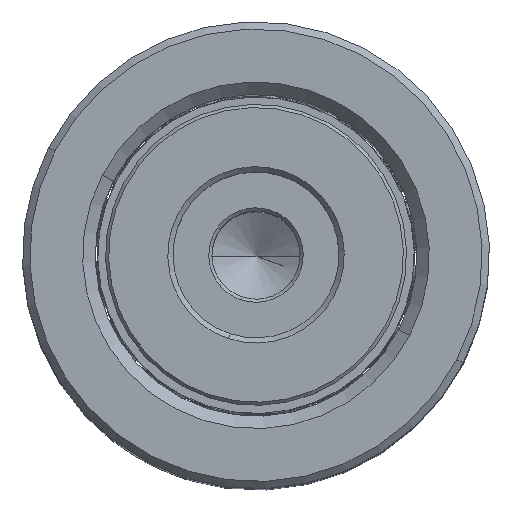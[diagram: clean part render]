
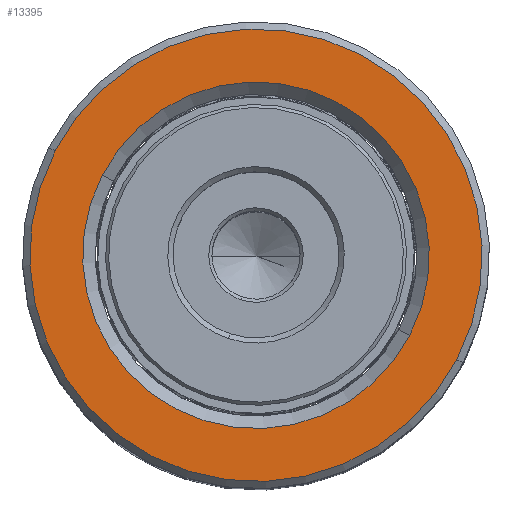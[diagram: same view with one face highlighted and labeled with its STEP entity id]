
A CAD part, top view. The second image highlights one B-rep face of the part: STEP entity #13395.
In plain terms, the highlighted planar face has unit normal (0, 0, 1).
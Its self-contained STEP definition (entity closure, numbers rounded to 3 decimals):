
#108 = CARTESIAN_POINT ( 'NONE',  ( 0., 0., 80. ) ) ;
#261 = EDGE_LOOP ( 'NONE', ( #19003, #19420 ) ) ;
#1721 = FACE_BOUND ( 'NONE', #261, .T. ) ;
#2396 = DIRECTION ( 'NONE',  ( 0., 0., 1. ) ) ;
#4811 = CIRCLE ( 'NONE', #35593, 21.8 ) ;
#5188 = PLANE ( 'NONE',  #34344 ) ;
#5657 = EDGE_CURVE ( 'NONE', #28863, #37667, #7657, .T. ) ;
#5670 = CARTESIAN_POINT ( 'NONE',  ( 0., 0., 80. ) ) ;
#6966 = EDGE_CURVE ( 'NONE', #37667, #28863, #36321, .T. ) ;
#7181 = CIRCLE ( 'NONE', #30719, 21.8 ) ;
#7657 = CIRCLE ( 'NONE', #21937, 16.7 ) ;
#8537 = ORIENTED_EDGE ( 'NONE', *, *, #31879, .T. ) ;
#9798 = EDGE_LOOP ( 'NONE', ( #8537, #37629 ) ) ;
#13395 = ADVANCED_FACE ( 'NONE', ( #34265, #1721 ), #5188, .T. ) ;
#14027 = CARTESIAN_POINT ( 'NONE',  ( 0., 0., 80. ) ) ;
#14517 = CARTESIAN_POINT ( 'NONE',  ( 21.8, 0., 80. ) ) ;
#14685 = CARTESIAN_POINT ( 'NONE',  ( 0., 0., 80. ) ) ;
#16527 = CARTESIAN_POINT ( 'NONE',  ( 0., 0., 80. ) ) ;
#17101 = DIRECTION ( 'NONE',  ( 0., 0., 1. ) ) ;
#17971 = DIRECTION ( 'NONE',  ( 1., 0., 0. ) ) ;
#18078 = CARTESIAN_POINT ( 'NONE',  ( 16.7, 0., 80. ) ) ;
#19003 = ORIENTED_EDGE ( 'NONE', *, *, #6966, .T. ) ;
#19420 = ORIENTED_EDGE ( 'NONE', *, *, #5657, .T. ) ;
#21937 = AXIS2_PLACEMENT_3D ( 'NONE', #16527, #31772, #37952 ) ;
#24994 = DIRECTION ( 'NONE',  ( 1., 0., 0. ) ) ;
#26327 = VERTEX_POINT ( 'NONE', #14517 ) ;
#28320 = VERTEX_POINT ( 'NONE', #35191 ) ;
#28863 = VERTEX_POINT ( 'NONE', #39402 ) ;
#30719 = AXIS2_PLACEMENT_3D ( 'NONE', #108, #33924, #24994 ) ;
#31772 = DIRECTION ( 'NONE',  ( 0., 0., -1. ) ) ;
#31828 = DIRECTION ( 'NONE',  ( 1., 0., 0. ) ) ;
#31879 = EDGE_CURVE ( 'NONE', #28320, #26327, #4811, .T. ) ;
#32120 = EDGE_CURVE ( 'NONE', #26327, #28320, #7181, .T. ) ;
#32458 = AXIS2_PLACEMENT_3D ( 'NONE', #5670, #39014, #17971 ) ;
#33924 = DIRECTION ( 'NONE',  ( 0., 0., 1. ) ) ;
#34265 = FACE_OUTER_BOUND ( 'NONE', #9798, .T. ) ;
#34344 = AXIS2_PLACEMENT_3D ( 'NONE', #14027, #17101, #35171 ) ;
#35171 = DIRECTION ( 'NONE',  ( 1., 0., 0. ) ) ;
#35191 = CARTESIAN_POINT ( 'NONE',  ( -21.8, 0., 80. ) ) ;
#35593 = AXIS2_PLACEMENT_3D ( 'NONE', #14685, #2396, #31828 ) ;
#36321 = CIRCLE ( 'NONE', #32458, 16.7 ) ;
#37629 = ORIENTED_EDGE ( 'NONE', *, *, #32120, .T. ) ;
#37667 = VERTEX_POINT ( 'NONE', #18078 ) ;
#37952 = DIRECTION ( 'NONE',  ( 1., 0., 0. ) ) ;
#39014 = DIRECTION ( 'NONE',  ( 0., 0., -1. ) ) ;
#39402 = CARTESIAN_POINT ( 'NONE',  ( -16.7, 0., 80. ) ) ;
